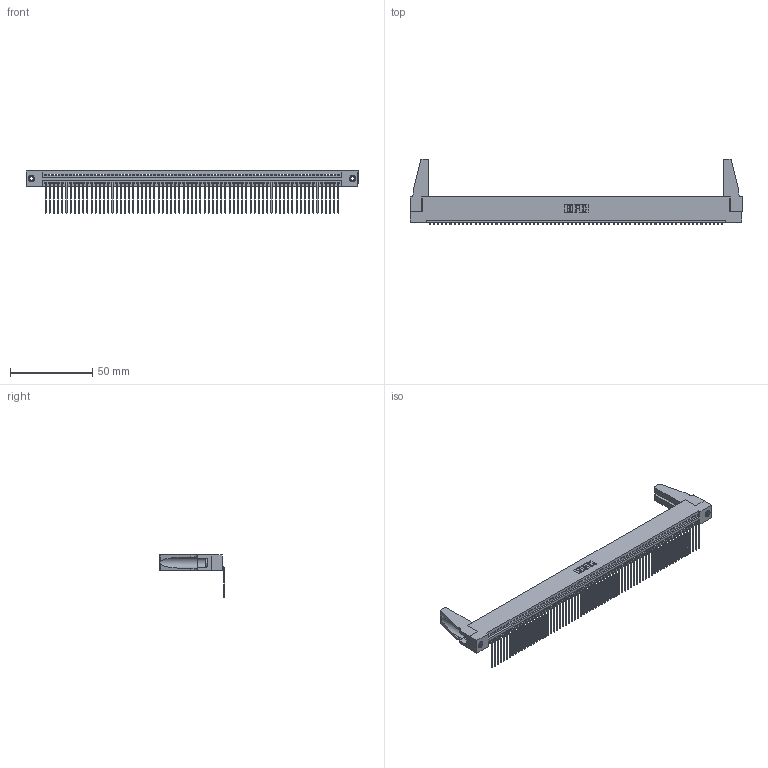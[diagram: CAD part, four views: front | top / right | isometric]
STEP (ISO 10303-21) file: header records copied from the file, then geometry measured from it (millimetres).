
FILE_DESCRIPTION (( 'STEP AP203' ), '1' );
FILE_NAME ('345-071-559-188.STEP', '2019-10-13T01:15:27', ( '' ), ( '' ), 'SwSTEP 2.0', 'SolidWorks 2016', '' );
FILE_SCHEMA (( 'CONFIG_CONTROL_DESIGN' ));
Length unit declared in the file: inch
Products named in the file (5): 345-220-078_345-220-088; 345 Part_Flush Mounting Lugs - 0.156 Dia-TH; 345-292-001_558 559 Tail - 1; 345-250-001_345-250-001-102; 345-071-559-188
Assembly tree (76 placements, depth 2):
  345-071-559-188
    345 Part_Flush Mounting Lugs - 0.156 Dia-TH
    345-292-001_558 559 Tail - 1  x71
    345-250-001_345-250-001-102  x2
    345-220-078_345-220-088  x2
Bounding box: 201.57 x 39.61 x 25.53 mm (x, y, z)
Volume: 22872.4 mm3; surface area: 30986.4 mm2
Topology: 76 solids, 76 shells, 4510 faces, 13577 edges, 8946 vertices
Faces by surface type: plane 3134, cylinder 1360, cone 12, torus 4
Entity records: 51764 total; most frequent: CARTESIAN_POINT 8955, ORIENTED_EDGE 8920, DIRECTION 7786, EDGE_CURVE 4460, LINE 4002, VECTOR 4002, VERTEX_POINT 2966, AXIS2_PLACEMENT_3D 1892
